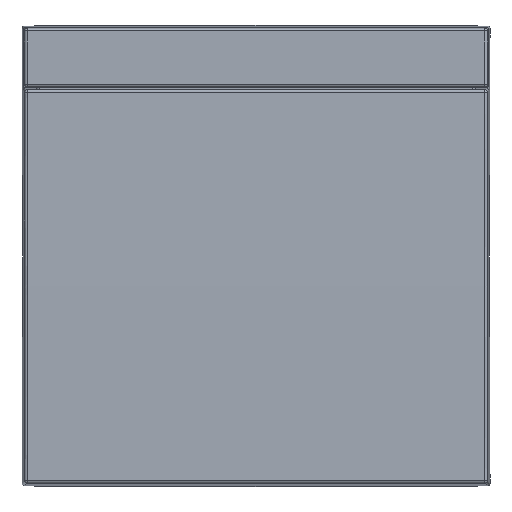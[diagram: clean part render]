
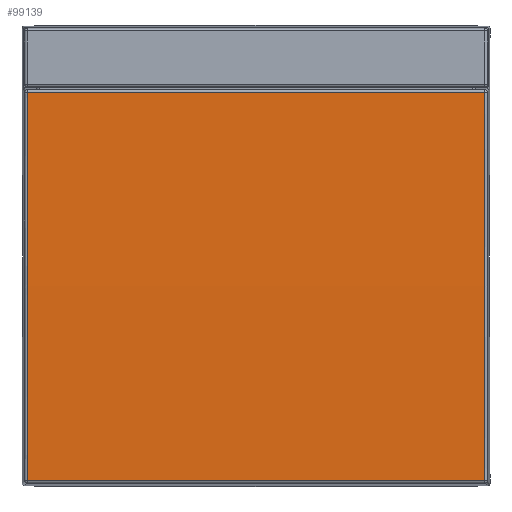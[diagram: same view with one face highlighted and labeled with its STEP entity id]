
A CAD part, top view. The second image highlights one B-rep face of the part: STEP entity #99139.
In plain terms, the highlighted cylindrical face has radius 1600 mm (diameter 3200 mm), a partial arc.
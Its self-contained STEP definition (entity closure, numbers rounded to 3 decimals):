
#76375=DIRECTION('',(1.,0.,0.));
#76376=VECTOR('',#76375,54.396);
#76377=CARTESIAN_POINT('',(-27.198,7.815,
-19.43));
#76378=LINE('31359',#76377,#76376);
#76379=CARTESIAN_POINT('',(27.198,7.815,
-19.43));
#76380=CARTESIAN_POINT('',(27.196,7.851,
-16.422));
#76381=CARTESIAN_POINT('',(27.194,7.908,
-10.388));
#76382=CARTESIAN_POINT('',(27.192,7.941,
-1.403));
#76383=CARTESIAN_POINT('',(27.193,7.923,7.865));
#76384=CARTESIAN_POINT('',(27.196,7.849,17.272));
#76385=CARTESIAN_POINT('',(27.2,7.763,23.556));
#76386=CARTESIAN_POINT('',(27.202,7.71,26.707));
#76388=DIRECTION('',(-1.,0.,0.));
#76389=VECTOR('',#76388,54.405);
#76390=CARTESIAN_POINT('',(27.202,7.71,26.707));
#76391=LINE('31288',#76390,#76389);
#76392=CARTESIAN_POINT('',(-27.202,7.71,
26.707));
#76393=CARTESIAN_POINT('',(-27.2,7.762,
23.596));
#76394=CARTESIAN_POINT('',(-27.197,7.847,
17.422));
#76395=CARTESIAN_POINT('',(-27.193,7.919,
8.494));
#76396=CARTESIAN_POINT('',(-27.192,7.942,
-0.64));
#76397=CARTESIAN_POINT('',(-27.194,7.911,
-9.982));
#76398=CARTESIAN_POINT('',(-27.196,7.853,
-16.267));
#76399=CARTESIAN_POINT('',(-27.198,7.815,
-19.43));
#78177=CARTESIAN_POINT('',(27.202,7.71,26.707));
#78178=CARTESIAN_POINT('',(-27.202,7.71,
26.707));
#78179=VERTEX_POINT('',#78177);
#78180=VERTEX_POINT('',#78178);
#78181=CARTESIAN_POINT('',(27.198,7.815,
-19.43));
#78182=VERTEX_POINT('',#78181);
#78183=CARTESIAN_POINT('',(-27.198,7.815,
-19.43));
#78184=VERTEX_POINT('',#78183);
#99128=CARTESIAN_POINT('',(-27.8,-1592.067,0.));
#99129=DIRECTION('',(1.,0.,0.));
#99130=DIRECTION('',(0.,0.,-1.));
#99131=AXIS2_PLACEMENT_3D('',#99128,#99129,#99130);
#99132=CYLINDRICAL_SURFACE('31268',#99131,1600.);
#99133=ORIENTED_EDGE('31359',*,*,#80398,.T.);
#99134=ORIENTED_EDGE('31364',*,*,#80455,.T.);
#99135=ORIENTED_EDGE('31288',*,*,#99121,.T.);
#99136=ORIENTED_EDGE('31362',*,*,#80371,.T.);
#99137=EDGE_LOOP('31268',(#99133,#99134,#99135,#99136));
#99138=FACE_OUTER_BOUND('31268',#99137,.F.);
#76387=B_SPLINE_CURVE_WITH_KNOTS('31364',3,(#76379,#76380,#76381,#76382,#76383,
#76384,#76385,#76386),.UNSPECIFIED.,.F.,.F.,(4,1,1,1,1,4),(0.,0.2,0.4,
0.6,0.8,1.),.UNSPECIFIED.);
#76400=B_SPLINE_CURVE_WITH_KNOTS('31362',3,(#76392,#76393,#76394,#76395,#76396,
#76397,#76398,#76399),.UNSPECIFIED.,.F.,.F.,(4,1,1,1,1,4),(0.,0.2,0.4,
0.6,0.8,1.),.UNSPECIFIED.);
#80371=EDGE_CURVE('31362',#78180,#78184,#76400,.T.);
#80398=EDGE_CURVE('31359',#78184,#78182,#76378,.T.);
#80455=EDGE_CURVE('31364',#78182,#78179,#76387,.T.);
#99121=EDGE_CURVE('31288',#78179,#78180,#76391,.T.);
#99139=ADVANCED_FACE('31268',(#99138),#99132,.T.);
